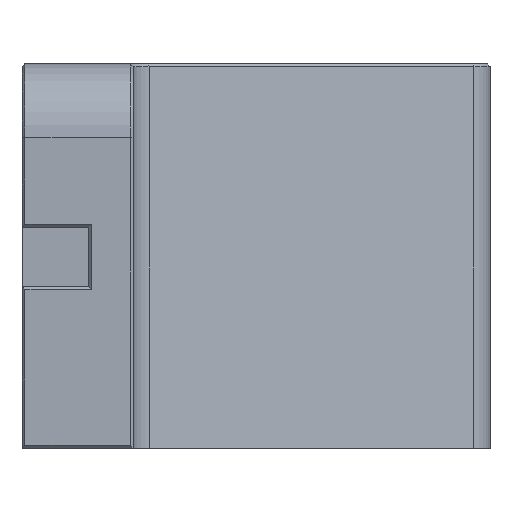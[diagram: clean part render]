
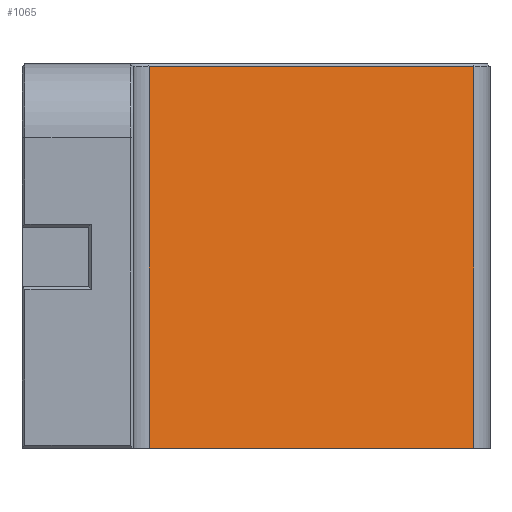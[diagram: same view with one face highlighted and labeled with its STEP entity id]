
A CAD part, left-side view. The second image highlights one B-rep face of the part: STEP entity #1065.
In plain terms, the highlighted planar face has unit normal (-0.825, -0.566, 0).
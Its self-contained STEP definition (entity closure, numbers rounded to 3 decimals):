
#112=FACE_OUTER_BOUND('',#176,.T.);
#176=EDGE_LOOP('',(#811,#812,#813,#814));
#236=LINE('',#1582,#350);
#283=LINE('',#1725,#397);
#284=LINE('',#1729,#398);
#285=LINE('',#1730,#399);
#350=VECTOR('',#1260,10.);
#397=VECTOR('',#1371,10.);
#398=VECTOR('',#1376,10.);
#399=VECTOR('',#1377,10.);
#462=VERTEX_POINT('',#1575);
#464=VERTEX_POINT('',#1581);
#504=VERTEX_POINT('',#1724);
#505=VERTEX_POINT('',#1728);
#562=EDGE_CURVE('',#462,#464,#236,.T.);
#624=EDGE_CURVE('',#464,#504,#283,.T.);
#626=EDGE_CURVE('',#505,#462,#284,.T.);
#627=EDGE_CURVE('',#504,#505,#285,.T.);
#811=ORIENTED_EDGE('',*,*,#562,.F.);
#812=ORIENTED_EDGE('',*,*,#626,.F.);
#813=ORIENTED_EDGE('',*,*,#627,.F.);
#814=ORIENTED_EDGE('',*,*,#624,.F.);
#1016=PLANE('',#1160);
#1065=ADVANCED_FACE('',(#112),#1016,.T.);
#1160=AXIS2_PLACEMENT_3D('',#1727,#1374,#1375);
#1260=DIRECTION('',(0.566,-0.825,0.));
#1371=DIRECTION('',(0.,0.,-1.));
#1374=DIRECTION('center_axis',(-0.825,-0.566,0.));
#1375=DIRECTION('ref_axis',(-0.566,0.825,0.));
#1376=DIRECTION('',(0.,0.,1.));
#1377=DIRECTION('',(-0.566,0.825,0.));
#1575=CARTESIAN_POINT('',(102.179,-305.036,-121.649));
#1581=CARTESIAN_POINT('',(132.263,-348.893,-121.649));
#1582=CARTESIAN_POINT('',(138.847,-358.491,-121.649));
#1724=CARTESIAN_POINT('',(132.263,-348.893,-173.199));
#1725=CARTESIAN_POINT('',(132.263,-348.893,-132.824));
#1727=CARTESIAN_POINT('Origin',(133.752,-351.065,-121.249));
#1728=CARTESIAN_POINT('',(102.179,-305.036,-173.199));
#1729=CARTESIAN_POINT('',(102.179,-305.036,-121.249));
#1730=CARTESIAN_POINT('',(112.143,-319.562,-173.199));
